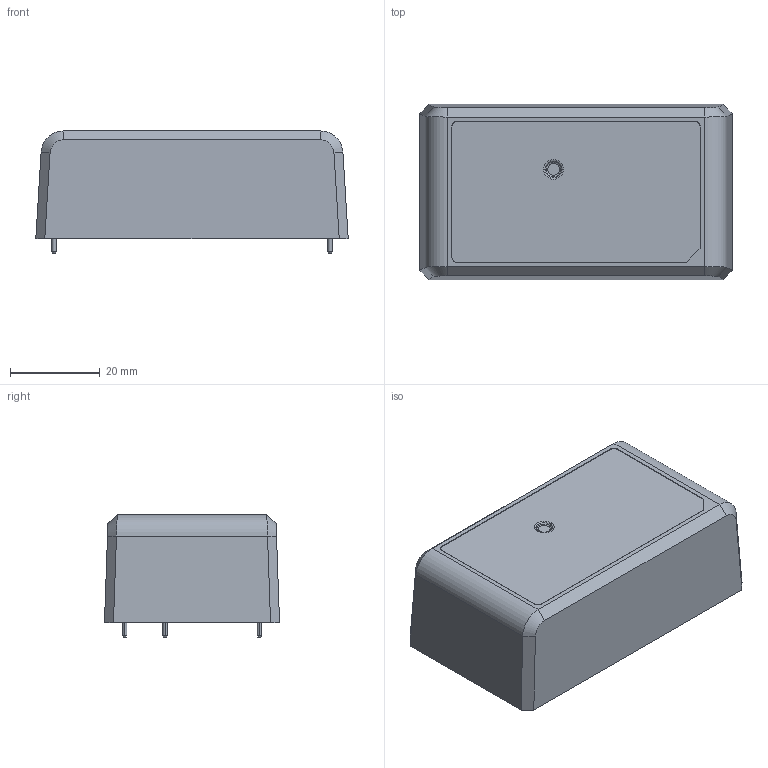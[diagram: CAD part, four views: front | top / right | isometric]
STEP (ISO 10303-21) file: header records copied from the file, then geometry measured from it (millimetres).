
FILE_DESCRIPTION(('Creo Elements/Direct Modeling STEP Export'),'2;1');
FILE_NAME('MPM-30-0407.stp','2021-04-07T10:43:54',(''),(''),'PTC Creo Elements/Direct Modeling STEP processor for AP214 (Solid Model)','PTC Creo Elements/Direct Modeling 19.0E 27-Jun-2016 (C) Parametric Technology GmbH','');
FILE_SCHEMA(('AUTOMOTIVE_DESIGN { 1 0 10303 214 1 1 1 1 }'));
Length unit declared in the file: millimetre
Products named in the file (27): P; PCB-MPM-30; PCB-MPM30; PINRY095_3.PRT; PINRY095_3.PRT.1; PINRY095_3.PRT.2; PINRY095_3.PRT.2.1; PIN-MPM; 11_PRT_1.PRT; 11_PRT.PRT; SS_PRT.PRT; C5.ASM; C1; FS1; C106.PRT; TF; Q1.PRT; lf1; C105; C3; C4; CUSZ015; PART; MFM-30; IRM30-T; IRM-30-T; mpm-30
Assembly tree (26 placements, depth 5):
  mpm-30
    IRM-30-T
    IRM30-T
    MFM-30
      PART
        CUSZ015
        C4
        C3
        C105
        lf1
        Q1.PRT
        TF
        C106.PRT
        FS1
        C1
        C5.ASM
          SS_PRT.PRT
          11_PRT.PRT
          11_PRT_1.PRT
    PIN-MPM
      PINRY095_3.PRT.2.1
      PINRY095_3.PRT.2
      PINRY095_3.PRT.1
      PINRY095_3.PRT
    PCB-MPM30
      PCB-MPM-30
        P
Bounding box: 69.6 x 39 x 27.2 mm (x, y, z)
Volume: 32220.8 mm3; surface area: 32367.2 mm2
Topology: 20 solids, 20 shells, 551 faces, 1348 edges, 870 vertices
Faces by surface type: plane 315, cylinder 135, cone 68, torus 20, bspline 12, extrusion 1
Entity records: 17718 total; most frequent: CARTESIAN_POINT 4290, ORIENTED_EDGE 2696, DIRECTION 2476, EDGE_CURVE 1348, VERTEX_POINT 870, AXIS2_PLACEMENT_3D 832, VECTOR 812, LINE 811
